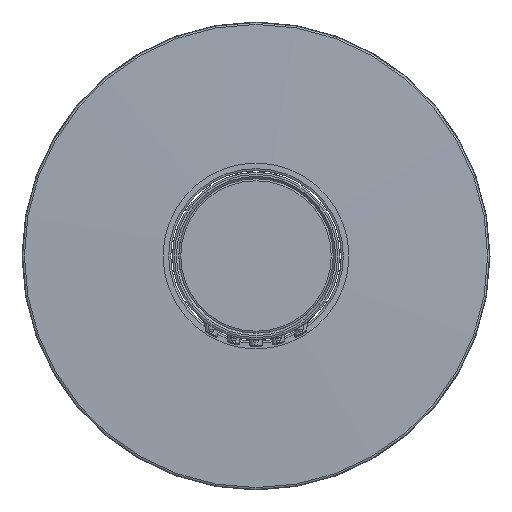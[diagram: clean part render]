
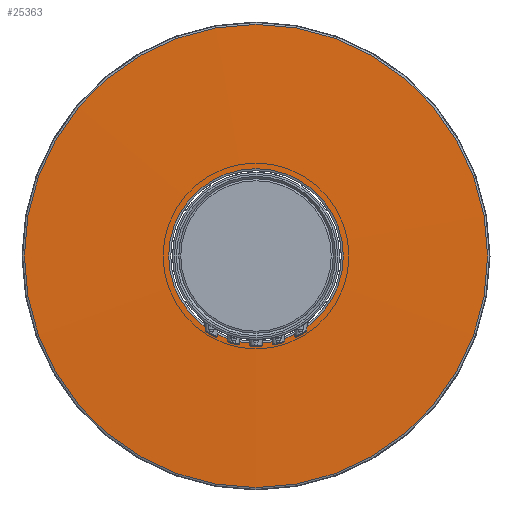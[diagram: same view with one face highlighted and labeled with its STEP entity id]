
A CAD part, left-side view. The second image highlights one B-rep face of the part: STEP entity #25363.
In plain terms, the highlighted spherical face has radius 1193.58 mm.
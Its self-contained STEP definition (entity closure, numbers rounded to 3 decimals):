
#18=SPHERICAL_SURFACE('',#26690,1193.581);
#6711=ORIENTED_EDGE('',*,*,#8625,.F.);
#6712=ORIENTED_EDGE('',*,*,#8624,.T.);
#8624=EDGE_CURVE('',#10269,#10269,#10554,.T.);
#8625=EDGE_CURVE('',#10270,#10270,#10555,.T.);
#10269=VERTEX_POINT('',#230611);
#10270=VERTEX_POINT('',#230614);
#10554=CIRCLE('',#26689,34.635);
#10555=CIRCLE('',#26691,13.053);
#12860=EDGE_LOOP('',(#6711));
#12861=EDGE_LOOP('',(#6712));
#15176=FACE_BOUND('',#12860,.T.);
#15177=FACE_BOUND('',#12861,.T.);
#25363=ADVANCED_FACE('',(#15176,#15177),#18,.T.);
#26689=AXIS2_PLACEMENT_3D('',#230610,#29321,#29322);
#26690=AXIS2_PLACEMENT_3D('',#230612,#29323,#29324);
#26691=AXIS2_PLACEMENT_3D('',#230613,#29325,#29326);
#29321=DIRECTION('',(-1.,0.,0.));
#29322=DIRECTION('',(0.,0.,1.));
#29323=DIRECTION('',(1.,0.,0.));
#29324=DIRECTION('',(0.,0.,-1.));
#29325=DIRECTION('',(-1.,0.,0.));
#29326=DIRECTION('',(0.,0.,1.));
#230610=CARTESIAN_POINT('',(-0.011,0.,0.));
#230611=CARTESIAN_POINT('',(-0.011,0.,34.635));
#230612=CARTESIAN_POINT('',(1193.068,0.,0.));
#230613=CARTESIAN_POINT('',(-0.442,0.,0.));
#230614=CARTESIAN_POINT('',(-0.442,0.,13.053));
